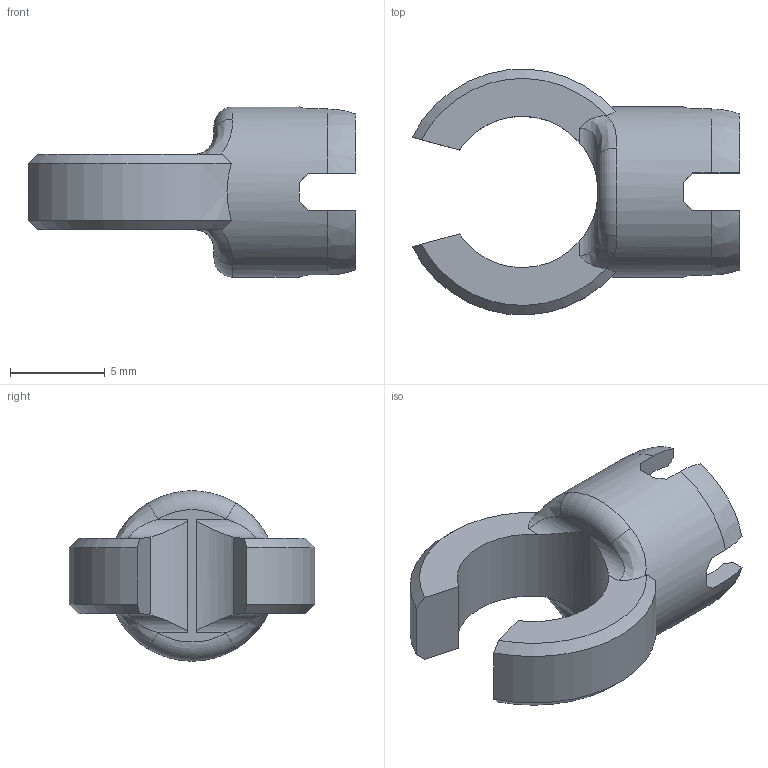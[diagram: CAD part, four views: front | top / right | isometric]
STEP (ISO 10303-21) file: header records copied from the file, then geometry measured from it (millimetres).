
FILE_DESCRIPTION(/* description */ (''),/* implementation_level */ '2;1');
FILE_NAME(/* name */ 'gripper.step',/* time_stamp */ '2020-09-29T10:23:31-03:00',/* author */ (''),/* organization */ (''),/* preprocessor_version */ 'ST-DEVELOPER v18.1',/* originating_system */ 'Autodesk Translation Framework v9.3.0.1241',/* authorisation */ '');
FILE_SCHEMA (('AUTOMOTIVE_DESIGN { 1 0 10303 214 3 1 1 }'));
Length unit declared in the file: millimetre
Products named in the file (1): gripper
Bounding box: 17.32 x 12.99 x 9 mm (x, y, z)
Volume: 503.7 mm3; surface area: 622.9 mm2
Topology: 1 solids, 1 shells, 61 faces, 173 edges, 114 vertices
Faces by surface type: plane 33, cylinder 9, cone 8, sphere 5, bspline 4, torus 2
Full cylindrical faces by diameter (mm): 9 x1
Entity records: 2227 total; most frequent: CARTESIAN_POINT 618, ORIENTED_EDGE 346, DIRECTION 337, EDGE_CURVE 173, AXIS2_PLACEMENT_3D 140, VERTEX_POINT 114, CIRCLE 70, FACE_OUTER_BOUND 61
